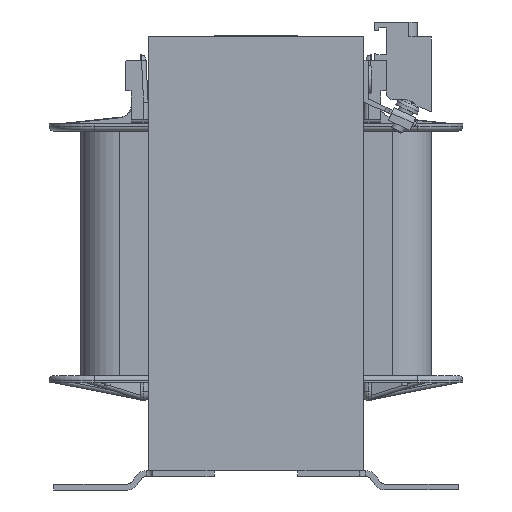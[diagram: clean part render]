
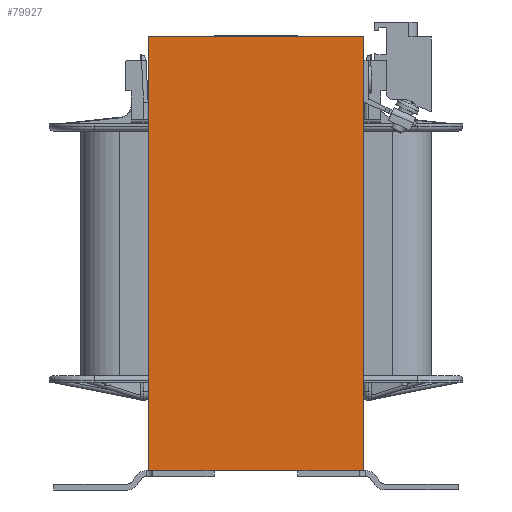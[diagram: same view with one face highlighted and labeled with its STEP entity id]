
A CAD part, left-side view. The second image highlights one B-rep face of the part: STEP entity #79927.
In plain terms, the highlighted planar face has unit normal (-1, 0, 0).
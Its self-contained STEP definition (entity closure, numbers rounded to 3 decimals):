
#2641=FACE_OUTER_BOUND('',#6642,.T.);
#6642=EDGE_LOOP('',(#52157,#52158,#52159,#52160,#52161,#52162,#52163,#52164));
#11096=LINE('',#111803,#21196);
#11187=LINE('',#112037,#21287);
#11198=LINE('',#112067,#21298);
#11319=LINE('',#112377,#21419);
#11405=LINE('',#112941,#21505);
#11411=LINE('',#112950,#21511);
#11416=LINE('',#112956,#21516);
#11417=LINE('',#112957,#21517);
#21196=VECTOR('',#89918,10.);
#21287=VECTOR('',#90153,10.);
#21298=VECTOR('',#90176,10.);
#21419=VECTOR('',#90475,10.);
#21505=VECTOR('',#90809,10.);
#21511=VECTOR('',#90819,10.);
#21516=VECTOR('',#90826,10.);
#21517=VECTOR('',#90827,10.);
#31227=VERTEX_POINT('',#111774);
#31236=VERTEX_POINT('',#111802);
#31307=VERTEX_POINT('',#112035);
#31319=VERTEX_POINT('',#112065);
#31320=VERTEX_POINT('',#112066);
#31420=VERTEX_POINT('',#112376);
#31538=VERTEX_POINT('',#112938);
#31539=VERTEX_POINT('',#112940);
#39017=EDGE_CURVE('',#31236,#31227,#11096,.T.);
#39137=EDGE_CURVE('',#31227,#31307,#11187,.T.);
#39150=EDGE_CURVE('',#31319,#31320,#11198,.T.);
#39307=EDGE_CURVE('',#31420,#31319,#11319,.T.);
#39479=EDGE_CURVE('',#31538,#31539,#11405,.T.);
#39485=EDGE_CURVE('',#31320,#31236,#11411,.T.);
#39490=EDGE_CURVE('',#31538,#31420,#11416,.T.);
#39491=EDGE_CURVE('',#31307,#31539,#11417,.T.);
#52157=ORIENTED_EDGE('',*,*,#39490,.T.);
#52158=ORIENTED_EDGE('',*,*,#39307,.T.);
#52159=ORIENTED_EDGE('',*,*,#39150,.T.);
#52160=ORIENTED_EDGE('',*,*,#39485,.T.);
#52161=ORIENTED_EDGE('',*,*,#39017,.T.);
#52162=ORIENTED_EDGE('',*,*,#39137,.T.);
#52163=ORIENTED_EDGE('',*,*,#39491,.T.);
#52164=ORIENTED_EDGE('',*,*,#39479,.F.);
#72571=PLANE('',#84043);
#79927=ADVANCED_FACE('',(#2641),#72571,.T.);
#84043=AXIS2_PLACEMENT_3D('',#112955,#90824,#90825);
#89918=DIRECTION('',(0.,-1.,0.));
#90153=DIRECTION('',(0.,-1.,0.));
#90176=DIRECTION('',(0.,-1.,0.));
#90475=DIRECTION('',(0.,-1.,0.));
#90809=DIRECTION('',(0.,-1.,0.));
#90819=DIRECTION('',(0.,-1.,0.));
#90824=DIRECTION('center_axis',(-1.,0.,0.));
#90825=DIRECTION('ref_axis',(0.,0.,1.));
#90826=DIRECTION('',(0.,0.,-1.));
#90827=DIRECTION('',(0.,0.,1.));
#111774=CARTESIAN_POINT('',(-87.,-34.5,-72.5));
#111802=CARTESIAN_POINT('',(-87.,-14.,-72.5));
#111803=CARTESIAN_POINT('',(-87.,0.,-72.5));
#112035=CARTESIAN_POINT('',(-87.,-36.,-72.5));
#112037=CARTESIAN_POINT('',(-87.,0.,-72.5));
#112065=CARTESIAN_POINT('',(-87.,34.5,-72.5));
#112066=CARTESIAN_POINT('',(-87.,14.,-72.5));
#112067=CARTESIAN_POINT('',(-87.,0.,-72.5));
#112376=CARTESIAN_POINT('',(-87.,36.,-72.5));
#112377=CARTESIAN_POINT('',(-87.,0.,-72.5));
#112938=CARTESIAN_POINT('',(-87.,36.,72.5));
#112940=CARTESIAN_POINT('',(-87.,-36.,72.5));
#112941=CARTESIAN_POINT('',(-87.,0.,72.5));
#112950=CARTESIAN_POINT('',(-87.,0.,-72.5));
#112955=CARTESIAN_POINT('Origin',(-87.,0.,72.5));
#112956=CARTESIAN_POINT('',(-87.,36.,72.5));
#112957=CARTESIAN_POINT('',(-87.,-36.,72.5));
